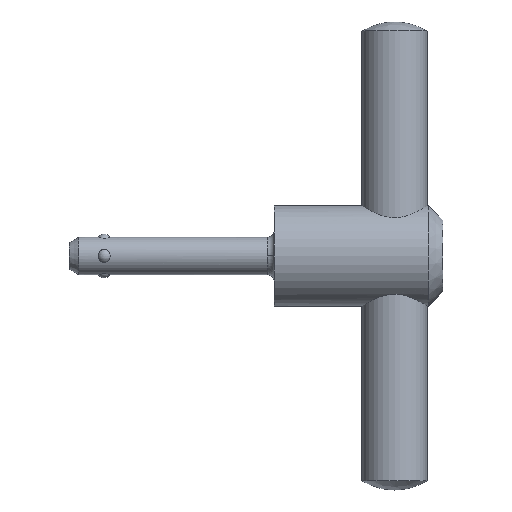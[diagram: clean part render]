
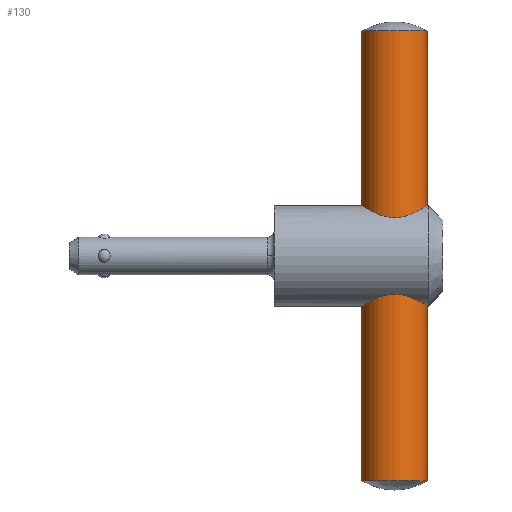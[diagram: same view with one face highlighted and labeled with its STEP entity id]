
A CAD part, top view. The second image highlights one B-rep face of the part: STEP entity #130.
In plain terms, the highlighted cylindrical face has radius 7 mm (diameter 14 mm), a partial arc.
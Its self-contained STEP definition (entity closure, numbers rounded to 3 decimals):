
#130=ADVANCED_FACE('',(#248),#249,.T.);
#248=FACE_OUTER_BOUND('',#361,.T.);
#249=CYLINDRICAL_SURFACE('',#362,7.0);
#361=EDGE_LOOP('',(#611,#612,#613,#614));
#362=AXIS2_PLACEMENT_3D('',#615,#616,#617);
#611=ORIENTED_EDGE('',*,*,#706,.T.);
#612=ORIENTED_EDGE('',*,*,#713,.F.);
#613=ORIENTED_EDGE('',*,*,#708,.T.);
#614=ORIENTED_EDGE('',*,*,#711,.F.);
#615=CARTESIAN_POINT('',(69.45,0.0,0.0));
#616=DIRECTION('',(-0.0,1.0,0.0));
#617=DIRECTION('',(1.0,0.0,0.0));
#706=EDGE_CURVE('',#844,#845,#846,.T.);
#708=EDGE_CURVE('',#849,#847,#850,.T.);
#711=EDGE_CURVE('',#844,#847,#853,.T.);
#713=EDGE_CURVE('',#849,#845,#855,.T.);
#844=VERTEX_POINT('',#1340);
#845=VERTEX_POINT('',#1341);
#846=LINE('',#1342,#1343);
#847=VERTEX_POINT('',#1344);
#849=VERTEX_POINT('',#1346);
#850=LINE('',#1347,#1348);
#853=CIRCLE('',#1351,7.0);
#855=CIRCLE('',#1353,7.0);
#1340=CARTESIAN_POINT('',(76.45,-48.0,0.0));
#1341=CARTESIAN_POINT('',(76.45,48.0,0.0));
#1342=CARTESIAN_POINT('',(76.45,0.0,0.));
#1343=VECTOR('',#1454,1.0);
#1344=CARTESIAN_POINT('',(62.45,-48.0,0.));
#1346=CARTESIAN_POINT('',(62.45,48.0,0.));
#1347=CARTESIAN_POINT('',(62.45,0.0,0.));
#1348=VECTOR('',#1458,1.0);
#1351=AXIS2_PLACEMENT_3D('',#1462,#1463,#1464);
#1353=AXIS2_PLACEMENT_3D('',#1465,#1466,#1467);
#1454=DIRECTION('',(0.0,1.0,0.0));
#1458=DIRECTION('',(-0.0,-1.0,-0.0));
#1462=CARTESIAN_POINT('',(69.45,-48.0,0.0));
#1463=DIRECTION('',(0.0,-1.0,0.0));
#1464=DIRECTION('',(1.0,0.0,0.0));
#1465=CARTESIAN_POINT('',(69.45,48.0,0.0));
#1466=DIRECTION('',(-0.0,1.0,0.0));
#1467=DIRECTION('',(1.0,0.0,0.0));
